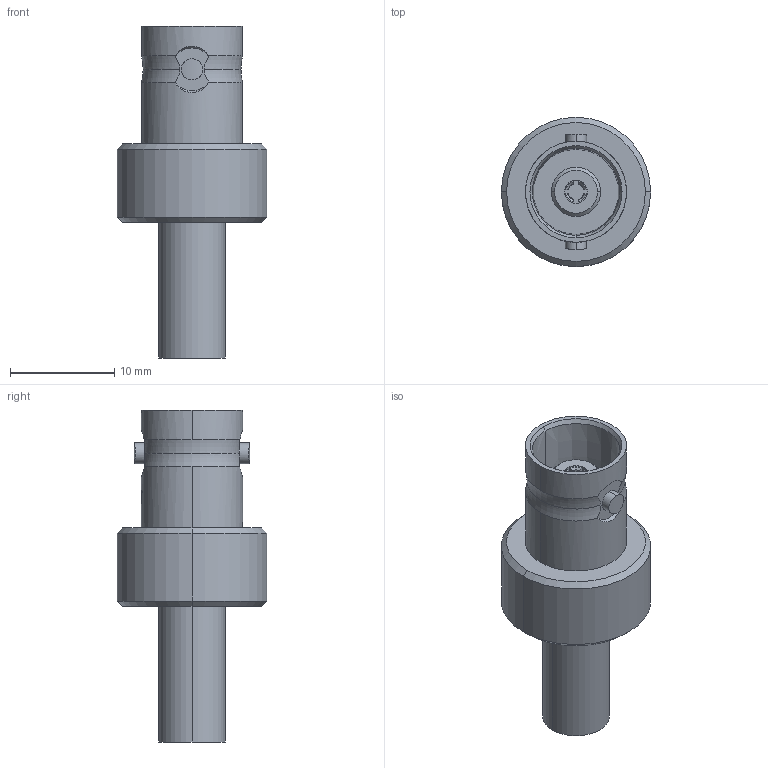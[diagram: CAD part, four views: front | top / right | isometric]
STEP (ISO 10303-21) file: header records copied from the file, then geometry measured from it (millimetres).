
FILE_DESCRIPTION (( 'STEP AP214' ), '1' );
FILE_NAME ('J01001A1265.STEP', '2012-02-24T14:16:14', ( 'markiewicz' ), ( '' ), 'SwSTEP 2.0', 'SolidWorks 2011', '' );
FILE_SCHEMA (( 'AUTOMOTIVE_DESIGN' ));
Length unit declared in the file: millimetre
Products named in the file (1): J01001A1265
Bounding box: 14.3 x 14.3 x 31.8 mm (x, y, z)
Volume: 1928.8 mm3; surface area: 1719.7 mm2
Topology: 1 solids, 1 shells, 110 faces, 267 edges, 173 vertices
Faces by surface type: plane 48, cylinder 32, cone 24, torus 6
Entity records: 4594 total; most frequent: CARTESIAN_POINT 907, ORIENTED_EDGE 534, DIRECTION 510, EDGE_CURVE 267, AXIS2_PLACEMENT_3D 206, VERTEX_POINT 173, EDGE_LOOP 124, ADVANCED_FACE 110
